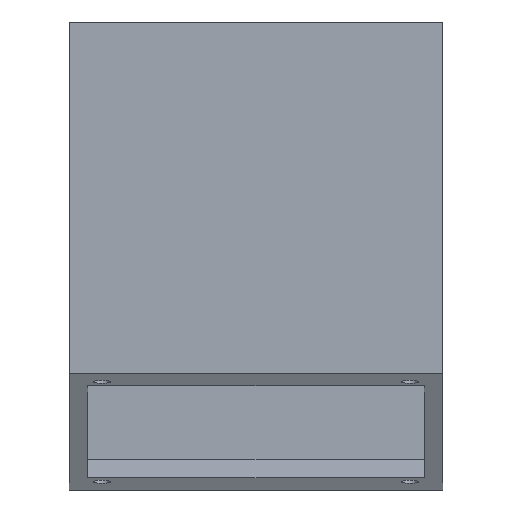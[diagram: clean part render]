
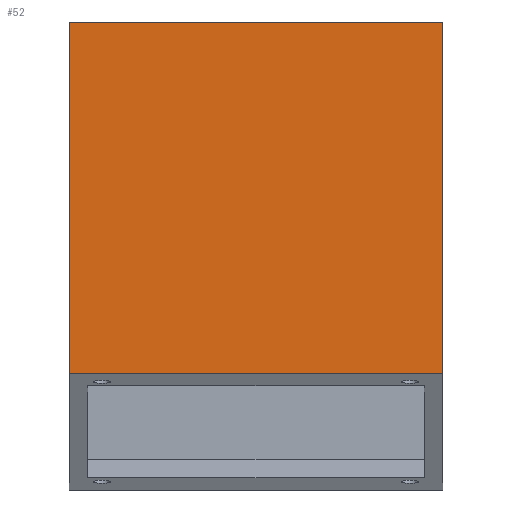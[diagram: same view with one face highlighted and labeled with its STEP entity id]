
A CAD part, top view. The second image highlights one B-rep face of the part: STEP entity #52.
In plain terms, the highlighted planar face has unit normal (0, 0, 1).
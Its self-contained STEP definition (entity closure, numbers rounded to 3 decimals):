
#40=FACE_OUTER_BOUND('',#188,.T.);
#52=ADVANCED_FACE('',(#40),#72,.T.);
#72=PLANE('',#406);
#90=LINE('',#548,#126);
#98=LINE('',#564,#134);
#99=LINE('',#566,#135);
#100=LINE('',#568,#136);
#126=VECTOR('',#445,1.);
#134=VECTOR('',#455,1.);
#135=VECTOR('',#458,1.);
#136=VECTOR('',#459,1.);
#188=EDGE_LOOP('',(#236,#237,#238,#239));
#236=ORIENTED_EDGE('',*,*,#361,.T.);
#237=ORIENTED_EDGE('',*,*,#362,.T.);
#238=ORIENTED_EDGE('',*,*,#360,.T.);
#239=ORIENTED_EDGE('',*,*,#352,.T.);
#318=VERTEX_POINT('',#547);
#319=VERTEX_POINT('',#549);
#325=VERTEX_POINT('',#562);
#326=VERTEX_POINT('',#567);
#352=EDGE_CURVE('',#319,#318,#90,.T.);
#360=EDGE_CURVE('',#325,#319,#98,.T.);
#361=EDGE_CURVE('',#318,#326,#99,.T.);
#362=EDGE_CURVE('',#326,#325,#100,.T.);
#406=AXIS2_PLACEMENT_3D('',#569,#460,#461);
#445=DIRECTION('',(-1.,0.,0.));
#455=DIRECTION('',(0.,1.,0.));
#458=DIRECTION('',(0.,-1.,0.));
#459=DIRECTION('',(1.,0.,0.));
#460=DIRECTION('',(0.,0.,1.));
#461=DIRECTION('',(1.,0.,0.));
#547=CARTESIAN_POINT('',(0.,50.,70.));
#548=CARTESIAN_POINT('',(40.,50.,70.));
#549=CARTESIAN_POINT('',(40.,50.,70.));
#562=CARTESIAN_POINT('',(40.,12.343,70.));
#564=CARTESIAN_POINT('',(40.,0.,70.));
#566=CARTESIAN_POINT('',(0.,50.,70.));
#567=CARTESIAN_POINT('',(0.,12.343,70.));
#568=CARTESIAN_POINT('',(-43.,12.343,70.));
#569=CARTESIAN_POINT('',(0.,0.,70.));
